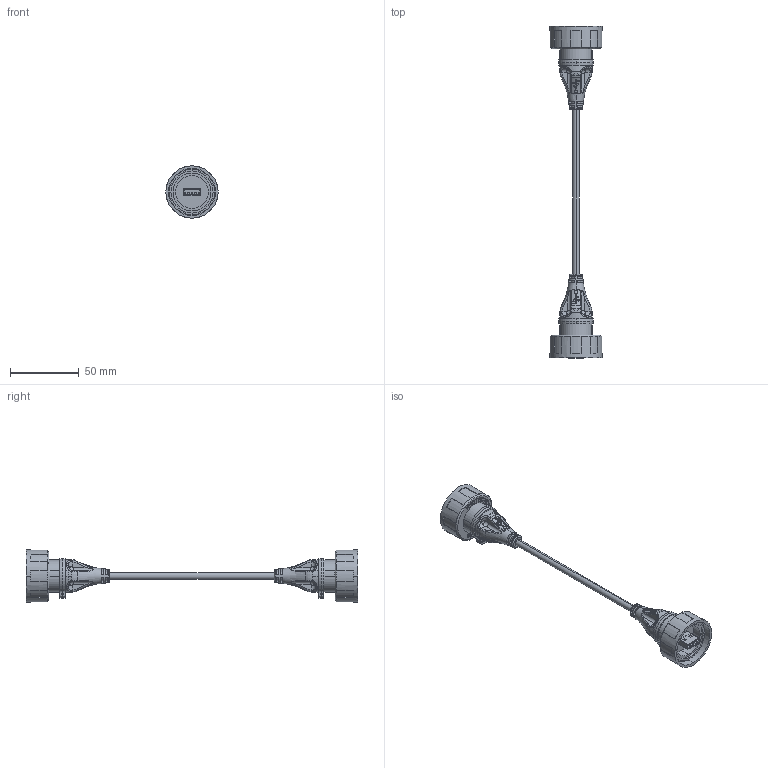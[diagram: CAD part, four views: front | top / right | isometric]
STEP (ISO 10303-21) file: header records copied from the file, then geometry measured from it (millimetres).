
FILE_DESCRIPTION(('STEP AP242'),'1');
FILE_NAME('px0841-ab-2m00.stp','2024-05-07T23:23:05',('TraceParts'),('TraceParts S.A.'),'Spatial InterOp 3D',' ',' ');
FILE_SCHEMA(('AP242_MANAGED_MODEL_BASED_3D_ENGINEERING_MIM_LF {1 0 10303 442 1 1 4}'));
Length unit declared in the file: millimetre
Products named in the file (1): px0841-ab-2m00
Bounding box: 37.97 x 241.48 x 37.97 mm (x, y, z)
Volume: 47823.8 mm3; surface area: 27262.5 mm2
Topology: 1 solids, 1 shells, 2277 faces, 6254 edges, 4102 vertices
Faces by surface type: plane 1868, cylinder 191, bspline 108, torus 58, cone 36, sphere 16
Entity records: 79605 total; most frequent: CARTESIAN_POINT 23026, ORIENTED_EDGE 12508, DIRECTION 10551, EDGE_CURVE 6254, LINE 4635, VECTOR 4635, VERTEX_POINT 4102, AXIS2_PLACEMENT_3D 2958
